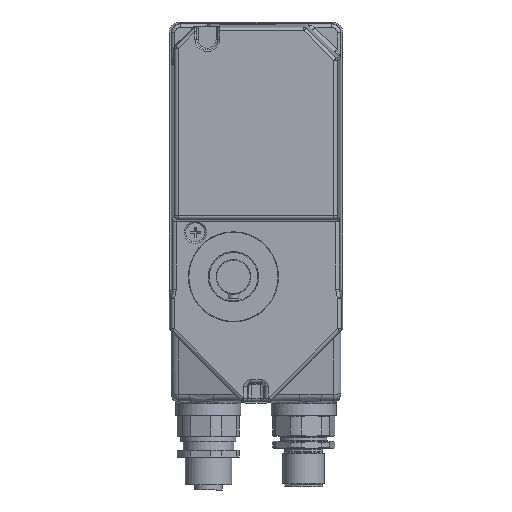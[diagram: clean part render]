
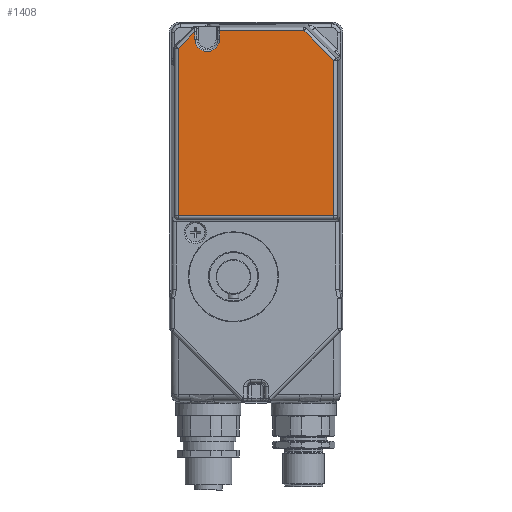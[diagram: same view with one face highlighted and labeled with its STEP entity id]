
A CAD part, front view. The second image highlights one B-rep face of the part: STEP entity #1408.
In plain terms, the highlighted planar face has unit normal (0, -1, 0).
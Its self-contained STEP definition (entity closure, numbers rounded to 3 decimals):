
#1328=CARTESIAN_POINT('',(0.0,-36.0,0.0));
#1329=DIRECTION('',(0.0,-1.0,0.0));
#1330=DIRECTION('',(0.0,0.0,-1.0));
#1331=AXIS2_PLACEMENT_3D('',#1328,#1329,#1330);
#1332=PLANE('',#1331);
#1333=CARTESIAN_POINT('',(-10.5,-36.0,27.5));
#1334=VERTEX_POINT('',#1333);
#1335=CARTESIAN_POINT('',(-10.5,-36.0,29.97));
#1336=VERTEX_POINT('',#1335);
#1337=CARTESIAN_POINT('',(-10.5,-36.0,27.5));
#1338=DIRECTION('',(0.0,0.0,1.0));
#1339=VECTOR('',#1338,2.47);
#1340=LINE('',#1337,#1339);
#1341=EDGE_CURVE('',#1334,#1336,#1340,.T.);
#1342=ORIENTED_EDGE('',*,*,#1341,.F.);
#1343=CARTESIAN_POINT('',(-17.6,-36.0,27.5));
#1344=VERTEX_POINT('',#1343);
#1345=CARTESIAN_POINT('',(-14.05,-36.0,27.5));
#1346=DIRECTION('',(0.0,-1.0,0.0));
#1347=DIRECTION('',(-1.0,0.0,0.0));
#1348=AXIS2_PLACEMENT_3D('',#1345,#1346,#1347);
#1349=CIRCLE('',#1348,3.55);
#1350=EDGE_CURVE('',#1344,#1334,#1349,.T.);
#1351=ORIENTED_EDGE('',*,*,#1350,.F.);
#1352=CARTESIAN_POINT('',(-17.6,-36.0,29.702));
#1353=VERTEX_POINT('',#1352);
#1354=CARTESIAN_POINT('',(-17.6,-36.0,29.702));
#1355=DIRECTION('',(0.0,0.0,-1.0));
#1356=VECTOR('',#1355,2.202);
#1357=LINE('',#1354,#1356);
#1358=EDGE_CURVE('',#1353,#1344,#1357,.T.);
#1359=ORIENTED_EDGE('',*,*,#1358,.F.);
#1360=CARTESIAN_POINT('',(-22.47,-36.,24.832));
#1361=VERTEX_POINT('',#1360);
#1362=CARTESIAN_POINT('',(-17.6,-36.0,29.702));
#1363=DIRECTION('',(-0.707,0.0,-0.707));
#1364=VECTOR('',#1363,6.887);
#1365=LINE('',#1362,#1364);
#1366=EDGE_CURVE('',#1353,#1361,#1365,.T.);
#1367=ORIENTED_EDGE('',*,*,#1366,.T.);
#1368=CARTESIAN_POINT('',(-22.47,-36.0,-23.441));
#1369=VERTEX_POINT('',#1368);
#1370=CARTESIAN_POINT('',(-22.47,-36.0,24.832));
#1371=DIRECTION('',(0.0,0.0,-1.0));
#1372=VECTOR('',#1371,48.273);
#1373=LINE('',#1370,#1372);
#1374=EDGE_CURVE('',#1361,#1369,#1373,.T.);
#1375=ORIENTED_EDGE('',*,*,#1374,.T.);
#1376=CARTESIAN_POINT('',(22.47,-36.0,-23.441));
#1377=VERTEX_POINT('',#1376);
#1378=CARTESIAN_POINT('',(-22.47,-36.0,-23.441));
#1379=DIRECTION('',(1.0,0.0,0.0));
#1380=VECTOR('',#1379,44.94);
#1381=LINE('',#1378,#1380);
#1382=EDGE_CURVE('',#1369,#1377,#1381,.T.);
#1383=ORIENTED_EDGE('',*,*,#1382,.T.);
#1384=CARTESIAN_POINT('',(22.47,-36.0,21.332));
#1385=VERTEX_POINT('',#1384);
#1386=CARTESIAN_POINT('',(22.47,-36.0,-23.441));
#1387=DIRECTION('',(0.0,0.0,1.0));
#1388=VECTOR('',#1387,44.773);
#1389=LINE('',#1386,#1388);
#1390=EDGE_CURVE('',#1377,#1385,#1389,.T.);
#1391=ORIENTED_EDGE('',*,*,#1390,.T.);
#1392=CARTESIAN_POINT('',(13.832,-36.0,29.97));
#1393=VERTEX_POINT('',#1392);
#1394=CARTESIAN_POINT('',(22.47,-36.0,21.332));
#1395=DIRECTION('',(-0.707,0.0,0.707));
#1396=VECTOR('',#1395,12.216);
#1397=LINE('',#1394,#1396);
#1398=EDGE_CURVE('',#1385,#1393,#1397,.T.);
#1399=ORIENTED_EDGE('',*,*,#1398,.T.);
#1400=CARTESIAN_POINT('',(13.832,-36.0,29.97));
#1401=DIRECTION('',(-1.0,0.0,0.0));
#1402=VECTOR('',#1401,24.332);
#1403=LINE('',#1400,#1402);
#1404=EDGE_CURVE('',#1393,#1336,#1403,.T.);
#1405=ORIENTED_EDGE('',*,*,#1404,.T.);
#1406=EDGE_LOOP('',(#1342,#1351,#1359,#1367,#1375,#1383,#1391,#1399,#1405));
#1407=FACE_OUTER_BOUND('',#1406,.T.);
#1408=ADVANCED_FACE('',(#1407),#1332,.T.);
